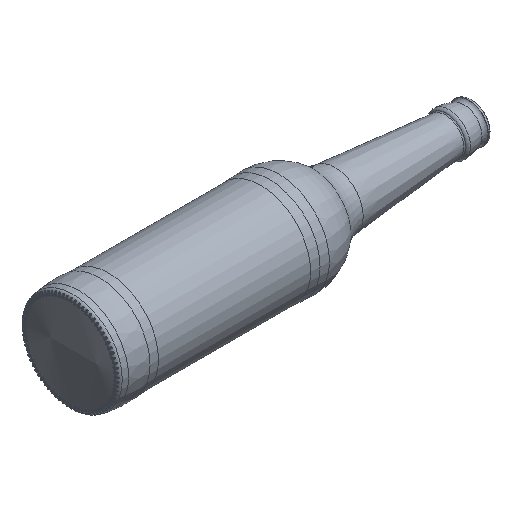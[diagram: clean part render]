
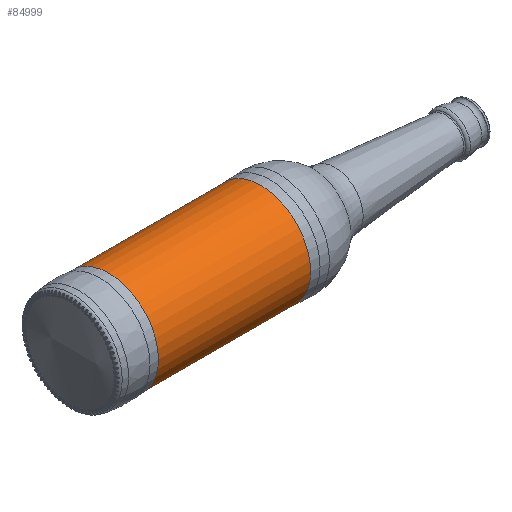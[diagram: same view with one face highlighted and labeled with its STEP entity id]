
A CAD part, isometric view. The second image highlights one B-rep face of the part: STEP entity #84999.
In plain terms, the highlighted cylindrical face has radius 33.498 mm (diameter 66.997 mm), a full revolution.
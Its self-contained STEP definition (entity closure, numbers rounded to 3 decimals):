
#835 = DIRECTION ( 'NONE',  ( 0., 0., 1. ) ) ;
#837 = CARTESIAN_POINT ( 'NONE',  ( 0., 0., 0. ) ) ;
#838 = DIRECTION ( 'NONE',  ( -1., 0., 0. ) ) ;
#16883 = AXIS2_PLACEMENT_3D ( 'NONE', #837, #838, #835 ) ;
#42641 = EDGE_CURVE ( 'NONE', #59114, #59114, #49518, .T. ) ;
#42642 = EDGE_CURVE ( 'NONE', #59115, #59115, #49519, .T. ) ;
#42991 = AXIS2_PLACEMENT_3D ( 'NONE', #67118, #67120, #67122 ) ;
#42993 = AXIS2_PLACEMENT_3D ( 'NONE', #67127, #67129, #67131 ) ;
#49518 = CIRCLE ( 'NONE', #42991, 33.498 ) ;
#49519 = CIRCLE ( 'NONE', #42993, 33.498 ) ;
#59114 = VERTEX_POINT ( 'NONE', #64600 ) ;
#59115 = VERTEX_POINT ( 'NONE', #64602 ) ;
#64600 = CARTESIAN_POINT ( 'NONE',  ( 128., 0., 33.498 ) ) ;
#64602 = CARTESIAN_POINT ( 'NONE',  ( 26., 0., 33.498 ) ) ;
#67118 = CARTESIAN_POINT ( 'NONE',  ( 128., 0., 0. ) ) ;
#67120 = DIRECTION ( 'NONE',  ( -1., 0., 0. ) ) ;
#67122 = DIRECTION ( 'NONE',  ( 0., 0., 1. ) ) ;
#67127 = CARTESIAN_POINT ( 'NONE',  ( 26., 0., 0. ) ) ;
#67129 = DIRECTION ( 'NONE',  ( -1., 0., 0. ) ) ;
#67131 = DIRECTION ( 'NONE',  ( 0., 0., 1. ) ) ;
#69393 = EDGE_LOOP ( 'NONE', ( #72865 ) ) ;
#69612 = EDGE_LOOP ( 'NONE', ( #72869 ) ) ;
#72865 = ORIENTED_EDGE ( 'NONE', *, *, #42642, .F. ) ;
#72869 = ORIENTED_EDGE ( 'NONE', *, *, #42641, .T. ) ;
#83082 = FACE_OUTER_BOUND ( 'NONE', #69393, .T. ) ;
#83093 = FACE_OUTER_BOUND ( 'NONE', #69612, .T. ) ;
#83095 = CYLINDRICAL_SURFACE ( 'NONE', #16883, 33.498 ) ;
#84999 = ADVANCED_FACE ( 'NONE', ( #83082, #83093 ), #83095, .T. ) ;
